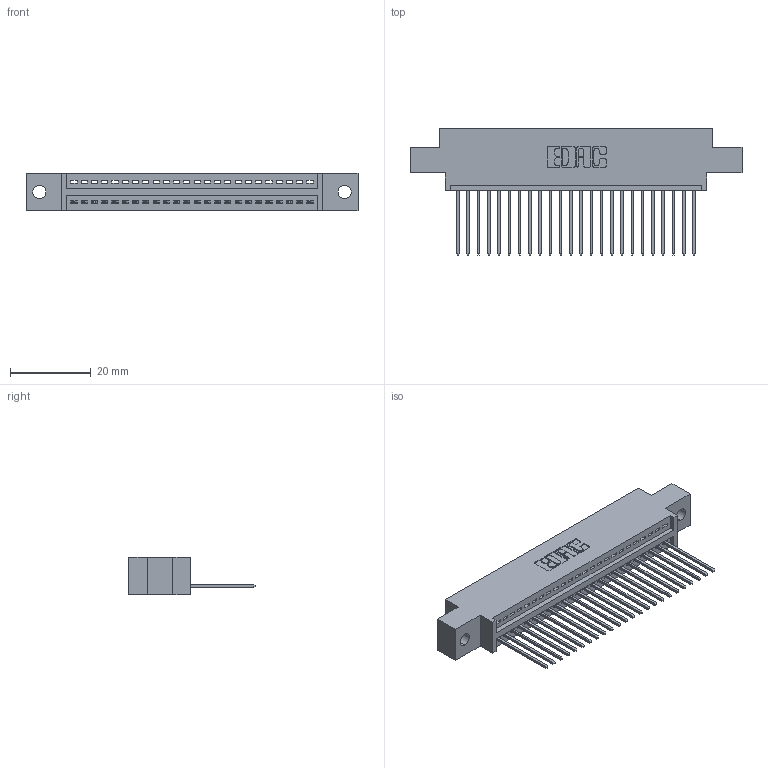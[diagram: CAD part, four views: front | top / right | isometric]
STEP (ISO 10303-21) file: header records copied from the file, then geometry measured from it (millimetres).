
FILE_DESCRIPTION (( 'STEP AP203' ), '1' );
FILE_NAME ('345-024-542-602.STEP', '2019-10-05T05:06:42', ( '' ), ( '' ), 'SwSTEP 2.0', 'SolidWorks 2016', '' );
FILE_SCHEMA (( 'CONFIG_CONTROL_DESIGN' ));
Length unit declared in the file: inch
Products named in the file (3): 345-024-542-602; 345 Part_0.170 Offset - 0.128 Dia; 345-292-001_345-293-142
Assembly tree (25 placements, depth 2):
  345-024-542-602
    345 Part_0.170 Offset - 0.128 Dia
    345-292-001_345-293-142  x24
Bounding box: 82.17 x 31.29 x 9.4 mm (x, y, z)
Volume: 7560.4 mm3; surface area: 9995.2 mm2
Topology: 25 solids, 25 shells, 1522 faces, 4577 edges, 3018 vertices
Faces by surface type: plane 1044, cylinder 478
Entity records: 20639 total; most frequent: CARTESIAN_POINT 3584, ORIENTED_EDGE 3542, DIRECTION 3155, EDGE_CURVE 1771, LINE 1543, VECTOR 1543, VERTEX_POINT 1178, AXIS2_PLACEMENT_3D 806
